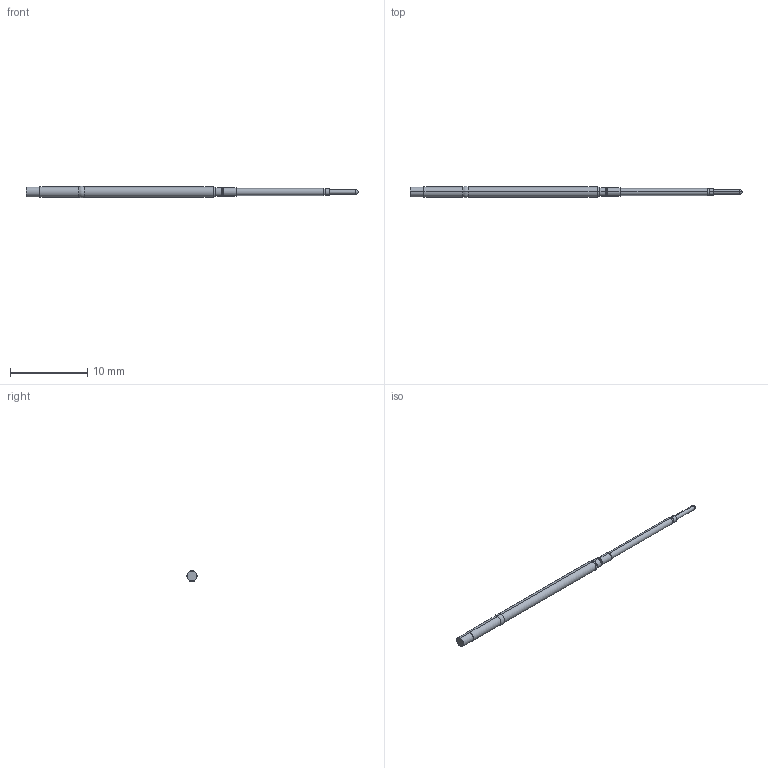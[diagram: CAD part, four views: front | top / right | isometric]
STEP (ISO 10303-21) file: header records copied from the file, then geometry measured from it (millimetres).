
FILE_DESCRIPTION (( 'STEP AP214' ), '1' );
FILE_NAME ('075-SDN250DS0.STEP', '2016-04-26T14:09:01', ( 'spare' ), ( '' ), 'SwSTEP 2.0', 'SolidWorks 2016', '' );
FILE_SCHEMA (( 'AUTOMOTIVE_DESIGN' ));
Length unit declared in the file: inch
Products named in the file (1): 075-SDN250DS0
Bounding box: 42.93 x 1.46 x 1.49 mm (x, y, z)
Volume: 44.7 mm3; surface area: 153.6 mm2
Topology: 1 solids, 1 shells, 42 faces, 82 edges, 44 vertices
Faces by surface type: cylinder 16, torus 14, cone 8, plane 4
Entity records: 1654 total; most frequent: DIRECTION 226, CARTESIAN_POINT 169, ORIENTED_EDGE 164, AXIS2_PLACEMENT_3D 101, EDGE_CURVE 82, CIRCLE 58, LENGTH_MEASURE_WITH_UNIT 45, DIMENSIONAL_EXPONENTS 45
